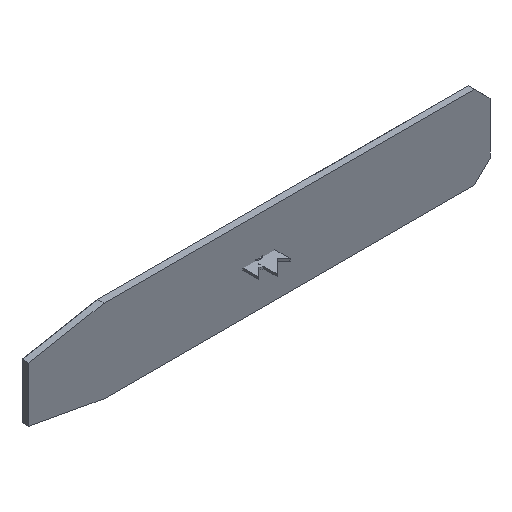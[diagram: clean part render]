
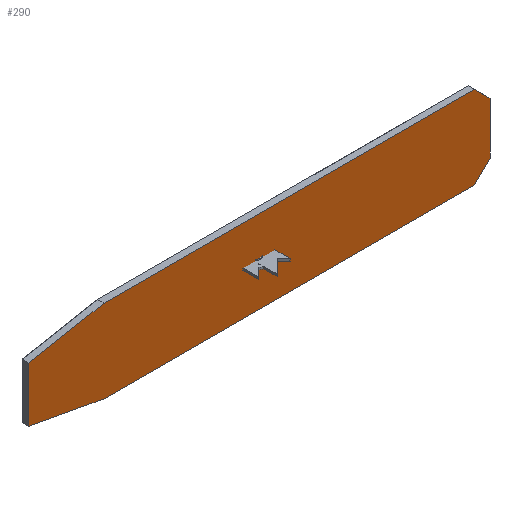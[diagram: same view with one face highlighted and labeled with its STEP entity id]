
A CAD part, isometric view. The second image highlights one B-rep face of the part: STEP entity #290.
In plain terms, the highlighted planar face has unit normal (0, -1, 0).
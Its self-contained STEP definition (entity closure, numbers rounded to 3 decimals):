
#42=CARTESIAN_POINT('',(-109.42,-3.,-13.));
#43=VERTEX_POINT('',#42);
#50=CARTESIAN_POINT('',(-109.42,-3.,13.));
#51=VERTEX_POINT('',#50);
#52=CARTESIAN_POINT('',(-109.42,-3.,13.));
#53=DIRECTION('',(-0.,0.,-1.));
#54=VECTOR('',#53,26.);
#55=LINE('',#52,#54);
#56=EDGE_CURVE('',#51,#43,#55,.T.);
#81=CARTESIAN_POINT('',(-73.5,-3.,19.638));
#82=VERTEX_POINT('',#81);
#83=CARTESIAN_POINT('',(-73.5,-3.,19.638));
#84=DIRECTION('',(-0.983,0.,-0.182));
#85=VECTOR('',#84,36.528);
#86=LINE('',#83,#85);
#87=EDGE_CURVE('',#82,#51,#86,.T.);
#112=CARTESIAN_POINT('',(102.067,-3.,19.638));
#113=VERTEX_POINT('',#112);
#114=CARTESIAN_POINT('',(102.067,-3.,19.638));
#115=DIRECTION('',(-1.,0.,-0.));
#116=VECTOR('',#115,175.567);
#117=LINE('',#114,#116);
#118=EDGE_CURVE('',#113,#82,#117,.T.);
#143=CARTESIAN_POINT('',(109.42,-3.,12.284));
#144=VERTEX_POINT('',#143);
#145=CARTESIAN_POINT('',(109.42,-3.,12.284));
#146=DIRECTION('',(-0.707,0.,0.707));
#147=VECTOR('',#146,10.399);
#148=LINE('',#145,#147);
#149=EDGE_CURVE('',#144,#113,#148,.T.);
#174=CARTESIAN_POINT('',(109.42,-3.,-12.284));
#175=VERTEX_POINT('',#174);
#176=CARTESIAN_POINT('',(109.42,-3.,-12.284));
#177=DIRECTION('',(0.,0.,1.));
#178=VECTOR('',#177,24.569);
#179=LINE('',#176,#178);
#180=EDGE_CURVE('',#175,#144,#179,.T.);
#205=CARTESIAN_POINT('',(102.067,-3.,-19.638));
#206=VERTEX_POINT('',#205);
#207=CARTESIAN_POINT('',(102.067,-3.,-19.638));
#208=DIRECTION('',(0.707,0.,0.707));
#209=VECTOR('',#208,10.399);
#210=LINE('',#207,#209);
#211=EDGE_CURVE('',#206,#175,#210,.T.);
#236=CARTESIAN_POINT('',(-73.5,-3.,-19.638));
#237=VERTEX_POINT('',#236);
#238=CARTESIAN_POINT('',(-73.5,-3.,-19.638));
#239=DIRECTION('',(1.,0.,0.));
#240=VECTOR('',#239,175.567);
#241=LINE('',#238,#240);
#242=EDGE_CURVE('',#237,#206,#241,.T.);
#265=CARTESIAN_POINT('',(-109.42,-3.,-13.));
#266=DIRECTION('',(0.983,0.,-0.182));
#267=VECTOR('',#266,36.528);
#268=LINE('',#265,#267);
#269=EDGE_CURVE('',#43,#237,#268,.T.);
#275=CARTESIAN_POINT('',(0.,-3.,0.));
#276=DIRECTION('',(0.,-1.,0.));
#277=DIRECTION('',(1.,0.,0.));
#278=AXIS2_PLACEMENT_3D('',#275,#276,#277);
#279=PLANE('',#278);
#280=ORIENTED_EDGE('',*,*,#56,.T.);
#281=ORIENTED_EDGE('',*,*,#269,.T.);
#282=ORIENTED_EDGE('',*,*,#242,.T.);
#283=ORIENTED_EDGE('',*,*,#211,.T.);
#284=ORIENTED_EDGE('',*,*,#180,.T.);
#285=ORIENTED_EDGE('',*,*,#149,.T.);
#286=ORIENTED_EDGE('',*,*,#118,.T.);
#287=ORIENTED_EDGE('',*,*,#87,.T.);
#288=EDGE_LOOP('',(#280,#281,#282,#283,#284,#285,#286,#287));
#289=FACE_BOUND('',#288,.T.);
#290=ADVANCED_FACE('',(#289),#279,.T.);
